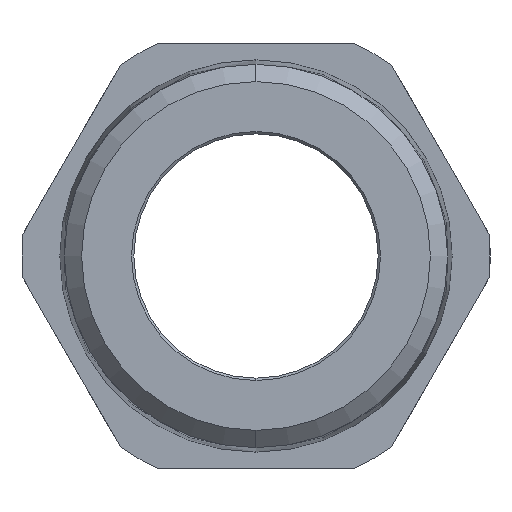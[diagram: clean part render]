
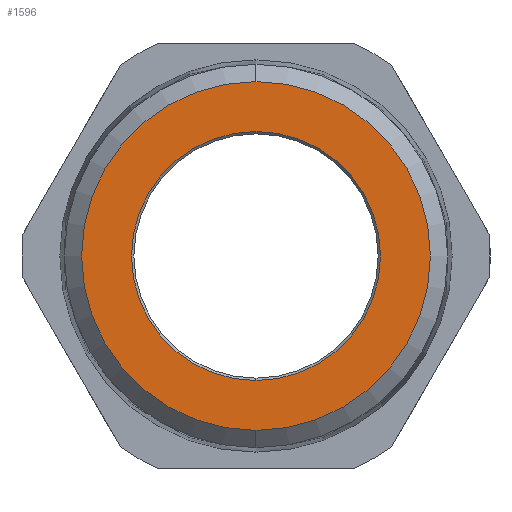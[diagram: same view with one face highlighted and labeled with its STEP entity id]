
A CAD part, left-side view. The second image highlights one B-rep face of the part: STEP entity #1596.
In plain terms, the highlighted planar face has unit normal (-1, 0, 0).
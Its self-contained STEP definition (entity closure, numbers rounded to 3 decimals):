
#14 = CARTESIAN_POINT ( 'NONE',  ( 0., 0., 18.845 ) ) ;
#54 = EDGE_LOOP ( 'NONE', ( #2542, #114 ) ) ;
#114 = ORIENTED_EDGE ( 'NONE', *, *, #1904, .T. ) ;
#311 = PLANE ( 'NONE',  #2392 ) ;
#333 = CARTESIAN_POINT ( 'NONE',  ( 0., 0., 0. ) ) ;
#598 = DIRECTION ( 'NONE',  ( -1., 0., 0. ) ) ;
#637 = EDGE_CURVE ( 'NONE', #2875, #1967, #1004, .T. ) ;
#806 = DIRECTION ( 'NONE',  ( 0., 0., -1. ) ) ;
#807 = CIRCLE ( 'NONE', #1579, 13.45 ) ;
#882 = AXIS2_PLACEMENT_3D ( 'NONE', #1216, #2702, #1026 ) ;
#1004 = CIRCLE ( 'NONE', #3183, 18.845 ) ;
#1026 = DIRECTION ( 'NONE',  ( 0., 0., -1. ) ) ;
#1103 = DIRECTION ( 'NONE',  ( 1., 0., 0. ) ) ;
#1114 = DIRECTION ( 'NONE',  ( 1., 0., 0. ) ) ;
#1216 = CARTESIAN_POINT ( 'NONE',  ( 0., 0., 0. ) ) ;
#1247 = CARTESIAN_POINT ( 'NONE',  ( 0., 0., 0. ) ) ;
#1283 = EDGE_CURVE ( 'NONE', #1967, #2875, #2298, .T. ) ;
#1312 = DIRECTION ( 'NONE',  ( 0., 0., -1. ) ) ;
#1334 = CIRCLE ( 'NONE', #882, 13.45 ) ;
#1374 = VERTEX_POINT ( 'NONE', #3186 ) ;
#1393 = ORIENTED_EDGE ( 'NONE', *, *, #1283, .T. ) ;
#1488 = ORIENTED_EDGE ( 'NONE', *, *, #637, .T. ) ;
#1501 = EDGE_LOOP ( 'NONE', ( #1488, #1393 ) ) ;
#1520 = EDGE_CURVE ( 'NONE', #1374, #2815, #807, .T. ) ;
#1579 = AXIS2_PLACEMENT_3D ( 'NONE', #2060, #1114, #1312 ) ;
#1596 = ADVANCED_FACE ( 'NONE', ( #1902, #2139 ), #311, .F. ) ;
#1902 = FACE_BOUND ( 'NONE', #54, .T. ) ;
#1904 = EDGE_CURVE ( 'NONE', #2815, #1374, #1334, .T. ) ;
#1967 = VERTEX_POINT ( 'NONE', #14 ) ;
#2060 = CARTESIAN_POINT ( 'NONE',  ( 0., 0., 0. ) ) ;
#2079 = DIRECTION ( 'NONE',  ( 0., 0., -1. ) ) ;
#2139 = FACE_OUTER_BOUND ( 'NONE', #1501, .T. ) ;
#2194 = DIRECTION ( 'NONE',  ( -1., 0., 0. ) ) ;
#2298 = CIRCLE ( 'NONE', #2409, 18.845 ) ;
#2303 = CARTESIAN_POINT ( 'NONE',  ( 0., 0., 0. ) ) ;
#2392 = AXIS2_PLACEMENT_3D ( 'NONE', #2303, #1103, #2079 ) ;
#2409 = AXIS2_PLACEMENT_3D ( 'NONE', #1247, #2194, #2945 ) ;
#2542 = ORIENTED_EDGE ( 'NONE', *, *, #1520, .T. ) ;
#2595 = CARTESIAN_POINT ( 'NONE',  ( 0., 0., -13.45 ) ) ;
#2702 = DIRECTION ( 'NONE',  ( 1., 0., 0. ) ) ;
#2815 = VERTEX_POINT ( 'NONE', #2595 ) ;
#2841 = CARTESIAN_POINT ( 'NONE',  ( 0., 0., -18.845 ) ) ;
#2875 = VERTEX_POINT ( 'NONE', #2841 ) ;
#2945 = DIRECTION ( 'NONE',  ( 0., 0., -1. ) ) ;
#3183 = AXIS2_PLACEMENT_3D ( 'NONE', #333, #598, #806 ) ;
#3186 = CARTESIAN_POINT ( 'NONE',  ( 0., 0., 13.45 ) ) ;
